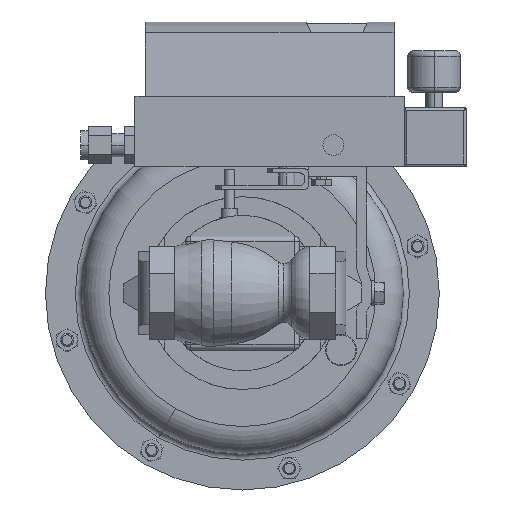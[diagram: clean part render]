
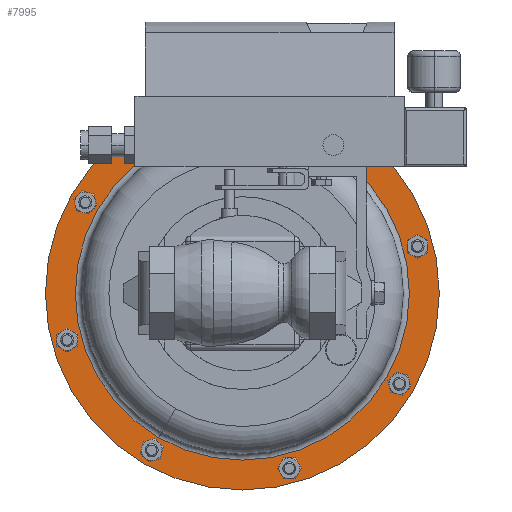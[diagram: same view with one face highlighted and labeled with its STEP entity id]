
A CAD part, front view. The second image highlights one B-rep face of the part: STEP entity #7995.
In plain terms, the highlighted planar face has unit normal (0, -1, 0).
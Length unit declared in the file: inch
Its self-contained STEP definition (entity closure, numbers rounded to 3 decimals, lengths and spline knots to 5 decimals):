
#370 = CARTESIAN_POINT ( 'NONE',  ( 0., 8.835, 0. ) ) ;
#1098 = DIRECTION ( 'NONE',  ( 0., 1., 0. ) ) ;
#1822 = CIRCLE ( 'NONE', #19566, 4.029 ) ;
#2247 = DIRECTION ( 'NONE',  ( 0.5, 0., 0.866 ) ) ;
#2358 = ORIENTED_EDGE ( 'NONE', *, *, #8245, .T. ) ;
#2794 = ORIENTED_EDGE ( 'NONE', *, *, #7775, .F. ) ;
#2800 = VERTEX_POINT ( 'NONE', #16050 ) ;
#5328 = CARTESIAN_POINT ( 'NONE',  ( 0., 8.835, 0. ) ) ;
#5506 = CIRCLE ( 'NONE', #12844, 4.75 ) ;
#6274 = PLANE ( 'NONE',  #15231 ) ;
#7221 = DIRECTION ( 'NONE',  ( 0.5, 0., 0.866 ) ) ;
#7242 = EDGE_LOOP ( 'NONE', ( #9696, #2794 ) ) ;
#7775 = EDGE_CURVE ( 'NONE', #23373, #22502, #8167, .T. ) ;
#7995 = ADVANCED_FACE ( 'NONE', ( #14045, #23421 ), #6274, .T. ) ;
#8167 = CIRCLE ( 'NONE', #15728, 4.75 ) ;
#8219 = DIRECTION ( 'NONE',  ( -0.5, 0., -0.866 ) ) ;
#8245 = EDGE_CURVE ( 'NONE', #14304, #2800, #9916, .T. ) ;
#9696 = ORIENTED_EDGE ( 'NONE', *, *, #13398, .F. ) ;
#9754 = CARTESIAN_POINT ( 'NONE',  ( -2.375, 8.835, -4.11362 ) ) ;
#9916 = CIRCLE ( 'NONE', #17283, 4.029 ) ;
#11184 = CARTESIAN_POINT ( 'NONE',  ( 0., 8.835, 0. ) ) ;
#12254 = CARTESIAN_POINT ( 'NONE',  ( 2.375, 8.835, 4.11362 ) ) ;
#12374 = CARTESIAN_POINT ( 'NONE',  ( 0., 8.835, 0. ) ) ;
#12844 = AXIS2_PLACEMENT_3D ( 'NONE', #5328, #18419, #7221 ) ;
#13082 = DIRECTION ( 'NONE',  ( 0.5, 0., 0.866 ) ) ;
#13398 = EDGE_CURVE ( 'NONE', #22502, #23373, #5506, .T. ) ;
#13504 = DIRECTION ( 'NONE',  ( 0., 1., 0. ) ) ;
#13806 = CARTESIAN_POINT ( 'NONE',  ( 4.11362, 8.835, -2.375 ) ) ;
#14045 = FACE_BOUND ( 'NONE', #21361, .T. ) ;
#14268 = DIRECTION ( 'NONE',  ( 0.5, 0., 0.866 ) ) ;
#14304 = VERTEX_POINT ( 'NONE', #24203 ) ;
#15231 = AXIS2_PLACEMENT_3D ( 'NONE', #13806, #19443, #8219 ) ;
#15728 = AXIS2_PLACEMENT_3D ( 'NONE', #11184, #24308, #13082 ) ;
#16050 = CARTESIAN_POINT ( 'NONE',  ( 2.0145, 8.835, 3.48922 ) ) ;
#16251 = ORIENTED_EDGE ( 'NONE', *, *, #17802, .T. ) ;
#17283 = AXIS2_PLACEMENT_3D ( 'NONE', #370, #13504, #2247 ) ;
#17802 = EDGE_CURVE ( 'NONE', #2800, #14304, #1822, .T. ) ;
#18419 = DIRECTION ( 'NONE',  ( 0., 1., 0. ) ) ;
#19443 = DIRECTION ( 'NONE',  ( 0., -1., 0. ) ) ;
#19566 = AXIS2_PLACEMENT_3D ( 'NONE', #12374, #1098, #14268 ) ;
#21361 = EDGE_LOOP ( 'NONE', ( #16251, #2358 ) ) ;
#22502 = VERTEX_POINT ( 'NONE', #12254 ) ;
#23373 = VERTEX_POINT ( 'NONE', #9754 ) ;
#23421 = FACE_OUTER_BOUND ( 'NONE', #7242, .T. ) ;
#24203 = CARTESIAN_POINT ( 'NONE',  ( -2.0145, 8.835, -3.48922 ) ) ;
#24308 = DIRECTION ( 'NONE',  ( 0., 1., 0. ) ) ;
